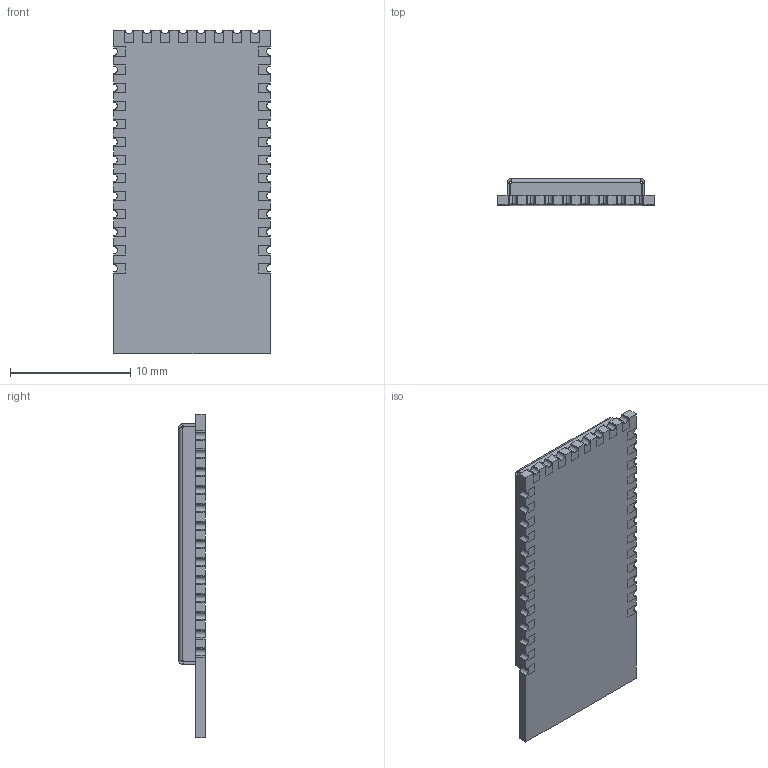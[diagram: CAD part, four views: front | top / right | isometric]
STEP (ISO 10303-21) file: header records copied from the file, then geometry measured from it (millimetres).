
FILE_DESCRIPTION (( 'STEP AP214' ), '1' );
FILE_NAME ('HC-05.STEP', '2022-05-17T02:28:27', ( '' ), ( '' ), 'SwSTEP 2.0', 'SolidWorks 2017', '' );
FILE_SCHEMA (( 'AUTOMOTIVE_DESIGN' ));
Length unit declared in the file: millimetre
Products named in the file (1): HC-05
Bounding box: 13 x 2.2 x 26.9 mm (x, y, z)
Volume: 335 mm3; surface area: 1538.4 mm2
Topology: 37 solids, 37 shells, 703 faces, 1716 edges, 1088 vertices
Faces by surface type: plane 569, cylinder 134
Entity records: 20592 total; most frequent: CARTESIAN_POINT 3508, ORIENTED_EDGE 3432, DIRECTION 3392, EDGE_CURVE 1716, VECTOR 1448, LINE 1448, VERTEX_POINT 1088, AXIS2_PLACEMENT_3D 972
